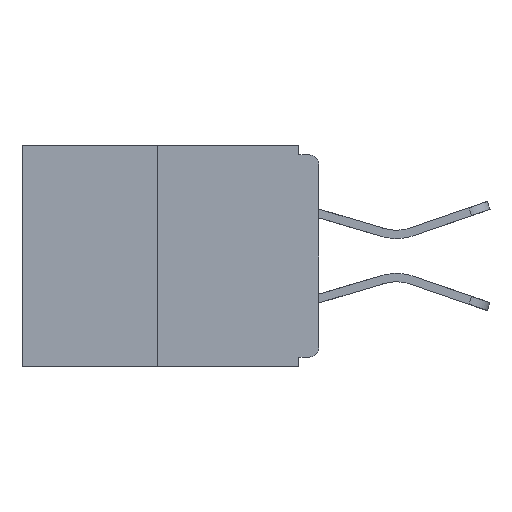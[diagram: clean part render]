
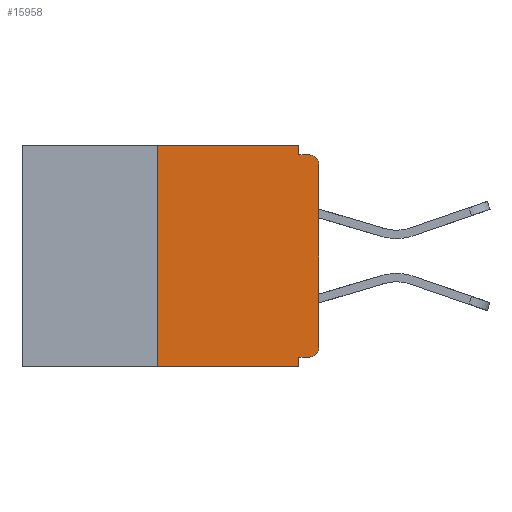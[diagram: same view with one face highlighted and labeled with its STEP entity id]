
A CAD part, left-side view. The second image highlights one B-rep face of the part: STEP entity #15958.
In plain terms, the highlighted planar face has unit normal (-1, 0, 0).
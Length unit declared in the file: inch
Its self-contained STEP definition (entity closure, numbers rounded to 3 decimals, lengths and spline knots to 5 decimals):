
#156 = VERTEX_POINT ( 'NONE', #3500 ) ;
#328 = CARTESIAN_POINT ( 'NONE',  ( 0., 0.031, 0. ) ) ;
#495 = EDGE_CURVE ( 'NONE', #1297, #4944, #8241, .T. ) ;
#673 = VECTOR ( 'NONE', #6220, 39.37008 ) ;
#880 = EDGE_CURVE ( 'NONE', #11117, #156, #1610, .T. ) ;
#947 = CARTESIAN_POINT ( 'NONE',  ( 0., 0.015, -0.328 ) ) ;
#1110 = LINE ( 'NONE', #11736, #673 ) ;
#1297 = VERTEX_POINT ( 'NONE', #328 ) ;
#1407 = EDGE_CURVE ( 'NONE', #6246, #9930, #9569, .T. ) ;
#1610 = LINE ( 'NONE', #4006, #10059 ) ;
#1778 = DIRECTION ( 'NONE',  ( 0., 0., -1. ) ) ;
#1913 = VERTEX_POINT ( 'NONE', #13631 ) ;
#2353 = AXIS2_PLACEMENT_3D ( 'NONE', #15364, #3395, #3483 ) ;
#2955 = DIRECTION ( 'NONE',  ( 0., 0., 1. ) ) ;
#3006 = ORIENTED_EDGE ( 'NONE', *, *, #5104, .F. ) ;
#3384 = CARTESIAN_POINT ( 'NONE',  ( 0., 0., -0.015 ) ) ;
#3395 = DIRECTION ( 'NONE',  ( -1., 0., 0. ) ) ;
#3483 = DIRECTION ( 'NONE',  ( 0., 0., -1. ) ) ;
#3500 = CARTESIAN_POINT ( 'NONE',  ( 0., 0.031, -0.343 ) ) ;
#3506 = CARTESIAN_POINT ( 'NONE',  ( 0., 0.015, -0.015 ) ) ;
#3746 = ORIENTED_EDGE ( 'NONE', *, *, #11712, .F. ) ;
#4006 = CARTESIAN_POINT ( 'NONE',  ( 0., 0.46, -0.343 ) ) ;
#4298 = AXIS2_PLACEMENT_3D ( 'NONE', #13179, #11918, #9105 ) ;
#4430 = VECTOR ( 'NONE', #1778, 39.37008 ) ;
#4501 = LINE ( 'NONE', #5774, #12697 ) ;
#4845 = DIRECTION ( 'NONE',  ( 1., 0., 0. ) ) ;
#4944 = VERTEX_POINT ( 'NONE', #6128 ) ;
#5013 = CARTESIAN_POINT ( 'NONE',  ( 0., 0.46, 0. ) ) ;
#5104 = EDGE_CURVE ( 'NONE', #9930, #156, #1110, .T. ) ;
#5615 = LINE ( 'NONE', #3384, #14052 ) ;
#5774 = CARTESIAN_POINT ( 'NONE',  ( 0., 0.46, 0. ) ) ;
#5808 = VECTOR ( 'NONE', #2955, 39.37008 ) ;
#6128 = CARTESIAN_POINT ( 'NONE',  ( 0., 0.031, -0.015 ) ) ;
#6220 = DIRECTION ( 'NONE',  ( 0., 0., -1. ) ) ;
#6246 = VERTEX_POINT ( 'NONE', #947 ) ;
#6284 = FACE_OUTER_BOUND ( 'NONE', #10919, .T. ) ;
#6538 = LINE ( 'NONE', #10430, #8360 ) ;
#6771 = CARTESIAN_POINT ( 'NONE',  ( 0., 0.25, -0.343 ) ) ;
#6898 = CARTESIAN_POINT ( 'NONE',  ( 0., 0., -0.313 ) ) ;
#7319 = ORIENTED_EDGE ( 'NONE', *, *, #9896, .T. ) ;
#7568 = ORIENTED_EDGE ( 'NONE', *, *, #495, .F. ) ;
#7724 = VECTOR ( 'NONE', #8464, 39.37008 ) ;
#8080 = CARTESIAN_POINT ( 'NONE',  ( 0., 0.031, -0.328 ) ) ;
#8241 = LINE ( 'NONE', #13427, #4430 ) ;
#8360 = VECTOR ( 'NONE', #14331, 39.37008 ) ;
#8464 = DIRECTION ( 'NONE',  ( 0., 1., 0. ) ) ;
#9105 = DIRECTION ( 'NONE',  ( 0., 0., -1. ) ) ;
#9411 = LINE ( 'NONE', #14580, #5808 ) ;
#9569 = LINE ( 'NONE', #10756, #7724 ) ;
#9636 = ORIENTED_EDGE ( 'NONE', *, *, #880, .T. ) ;
#9796 = VERTEX_POINT ( 'NONE', #3506 ) ;
#9896 = EDGE_CURVE ( 'NONE', #6246, #10077, #13263, .T. ) ;
#9930 = VERTEX_POINT ( 'NONE', #8080 ) ;
#10059 = VECTOR ( 'NONE', #14513, 39.37008 ) ;
#10077 = VERTEX_POINT ( 'NONE', #6898 ) ;
#10167 = CARTESIAN_POINT ( 'NONE',  ( 0., 0., -0.03 ) ) ;
#10189 = EDGE_CURVE ( 'NONE', #12692, #9796, #12696, .T. ) ;
#10430 = CARTESIAN_POINT ( 'NONE',  ( 0., 0.25, 0. ) ) ;
#10576 = ORIENTED_EDGE ( 'NONE', *, *, #14385, .T. ) ;
#10756 = CARTESIAN_POINT ( 'NONE',  ( 0., 0., -0.328 ) ) ;
#10792 = EDGE_CURVE ( 'NONE', #11117, #1913, #6538, .T. ) ;
#10919 = EDGE_LOOP ( 'NONE', ( #3746, #16333, #9636, #3006, #15807, #7319, #10576, #13226, #11725, #7568 ) ) ;
#10948 = DIRECTION ( 'NONE',  ( 0., -1., 0. ) ) ;
#11117 = VERTEX_POINT ( 'NONE', #6771 ) ;
#11467 = PLANE ( 'NONE',  #11917 ) ;
#11640 = EDGE_CURVE ( 'NONE', #4944, #9796, #5615, .T. ) ;
#11712 = EDGE_CURVE ( 'NONE', #1913, #1297, #4501, .T. ) ;
#11725 = ORIENTED_EDGE ( 'NONE', *, *, #11640, .F. ) ;
#11736 = CARTESIAN_POINT ( 'NONE',  ( 0., 0.031, -0.343 ) ) ;
#11917 = AXIS2_PLACEMENT_3D ( 'NONE', #5013, #4845, #15009 ) ;
#11918 = DIRECTION ( 'NONE',  ( -1., 0., 0. ) ) ;
#12692 = VERTEX_POINT ( 'NONE', #10167 ) ;
#12696 = CIRCLE ( 'NONE', #2353, 0.015 ) ;
#12697 = VECTOR ( 'NONE', #13665, 39.37008 ) ;
#13179 = CARTESIAN_POINT ( 'NONE',  ( 0., 0.015, -0.313 ) ) ;
#13226 = ORIENTED_EDGE ( 'NONE', *, *, #10189, .T. ) ;
#13263 = CIRCLE ( 'NONE', #4298, 0.015 ) ;
#13427 = CARTESIAN_POINT ( 'NONE',  ( 0., 0.031, 0. ) ) ;
#13631 = CARTESIAN_POINT ( 'NONE',  ( 0., 0.25, 0. ) ) ;
#13665 = DIRECTION ( 'NONE',  ( 0., -1., 0. ) ) ;
#14052 = VECTOR ( 'NONE', #10948, 39.37008 ) ;
#14331 = DIRECTION ( 'NONE',  ( 0., 0., 1. ) ) ;
#14385 = EDGE_CURVE ( 'NONE', #10077, #12692, #9411, .T. ) ;
#14513 = DIRECTION ( 'NONE',  ( 0., -1., 0. ) ) ;
#14580 = CARTESIAN_POINT ( 'NONE',  ( 0., 0., 0. ) ) ;
#15009 = DIRECTION ( 'NONE',  ( 0., 0., -1. ) ) ;
#15364 = CARTESIAN_POINT ( 'NONE',  ( 0., 0.015, -0.03 ) ) ;
#15807 = ORIENTED_EDGE ( 'NONE', *, *, #1407, .F. ) ;
#15958 = ADVANCED_FACE ( 'NONE', ( #6284 ), #11467, .F. ) ;
#16333 = ORIENTED_EDGE ( 'NONE', *, *, #10792, .F. ) ;
